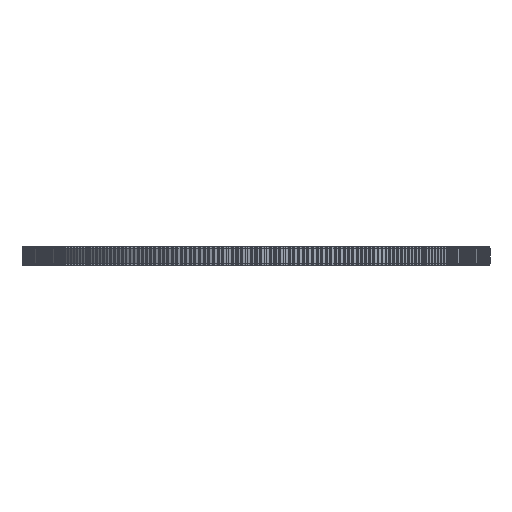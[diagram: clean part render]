
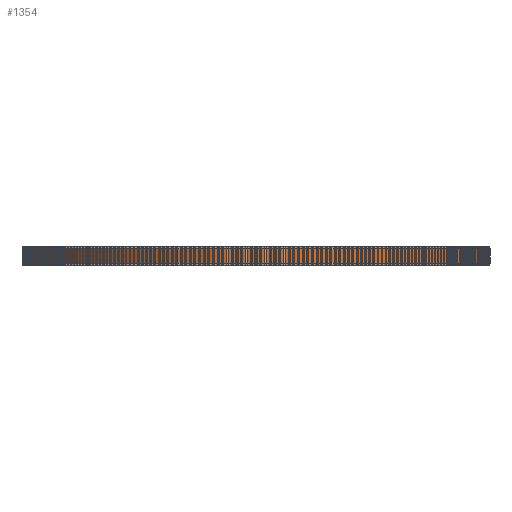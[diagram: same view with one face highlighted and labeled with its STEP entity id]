
A CAD part, front view. The second image highlights one B-rep face of the part: STEP entity #1354.
In plain terms, the highlighted cylindrical face has radius 98.039 mm (diameter 196.079 mm), a full revolution.
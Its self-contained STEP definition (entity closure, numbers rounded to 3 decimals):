
#97=FACE_BOUND('',#5056,.T.);
#98=FACE_BOUND('',#5057,.T.);
#1354=ADVANCED_FACE('',(#97,#98),#2587,.T.);
#2587=CYLINDRICAL_SURFACE('',#27247,98.039);
#5056=EDGE_LOOP('',(#14914));
#5057=EDGE_LOOP('',(#14915));
#14914=ORIENTED_EDGE('',*,*,#21078,.T.);
#14915=ORIENTED_EDGE('',*,*,#21079,.T.);
#17380=VERTEX_POINT('',#43280);
#17381=VERTEX_POINT('',#43282);
#21078=EDGE_CURVE('',#17380,#17380,#23544,.T.);
#21079=EDGE_CURVE('',#17381,#17381,#23545,.T.);
#23544=CIRCLE('',#27245,98.039);
#23545=CIRCLE('',#27246,98.039);
#27245=AXIS2_PLACEMENT_3D('',#43279,#35878,#35879);
#27246=AXIS2_PLACEMENT_3D('',#43281,#35880,#35881);
#27247=AXIS2_PLACEMENT_3D('',#43283,#35882,#35883);
#35878=DIRECTION('',(0.,0.,1.));
#35879=DIRECTION('',(1.,0.,0.));
#35880=DIRECTION('',(0.,0.,-1.));
#35881=DIRECTION('',(1.,0.,0.));
#35882=DIRECTION('',(0.,0.,1.));
#35883=DIRECTION('',(1.,0.,0.));
#43279=CARTESIAN_POINT('',(0.,0.,1.));
#43280=CARTESIAN_POINT('',(98.039,0.,1.));
#43281=CARTESIAN_POINT('',(0.,0.,7.));
#43282=CARTESIAN_POINT('',(98.039,0.,7.));
#43283=CARTESIAN_POINT('',(0.,0.,1.));
